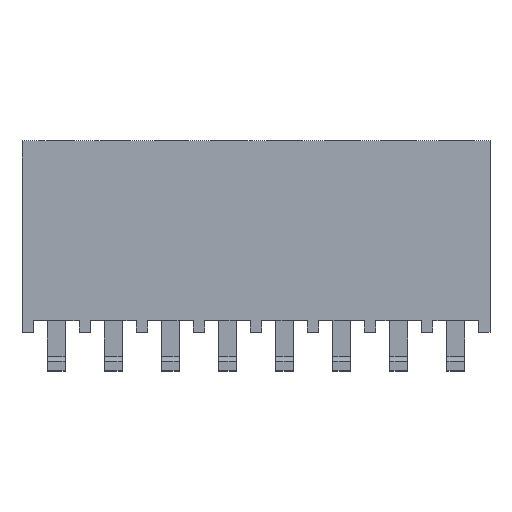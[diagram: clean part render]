
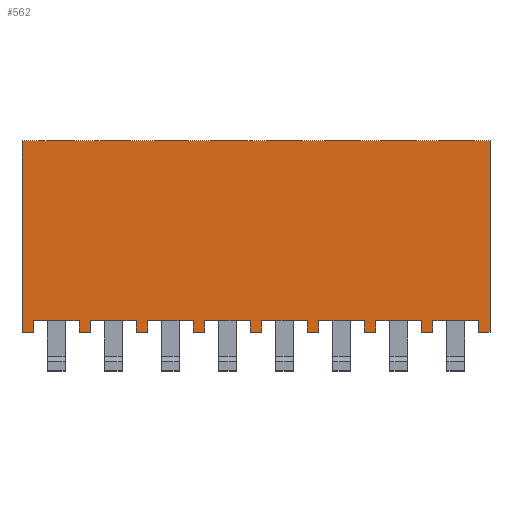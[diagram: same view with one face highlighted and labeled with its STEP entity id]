
A CAD part, top view. The second image highlights one B-rep face of the part: STEP entity #562.
In plain terms, the highlighted planar face has unit normal (0, 0, 1).
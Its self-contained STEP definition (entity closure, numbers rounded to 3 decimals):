
#562=ADVANCED_FACE('',(#1129),#1130,.T.);
#1129=FACE_OUTER_BOUND('',#1698,.T.);
#1130=PLANE('',#1699);
#1698=EDGE_LOOP('',(#3271,#3272,#3273,#3274,#3275,#3276,#3277,#3278,#3279,#3280,#3281,#3282,#3283,#3284,#3285,#3286,#3287,#3288,#3289,#3290,#3291,#3292,#3293,#3294,#3295,#3296,#3297,#3298,#3299,#3300,#3301,#3302,#3303,#3304,#3305,#3306));
#1699=AXIS2_PLACEMENT_3D('',#3307,#3308,#3309);
#3271=ORIENTED_EDGE('',*,*,#3863,.T.);
#3272=ORIENTED_EDGE('',*,*,#3914,.T.);
#3273=ORIENTED_EDGE('',*,*,#4000,.T.);
#3274=ORIENTED_EDGE('',*,*,#4001,.T.);
#3275=ORIENTED_EDGE('',*,*,#4002,.T.);
#3276=ORIENTED_EDGE('',*,*,#3997,.T.);
#3277=ORIENTED_EDGE('',*,*,#3991,.T.);
#3278=ORIENTED_EDGE('',*,*,#3995,.T.);
#3279=ORIENTED_EDGE('',*,*,#3988,.T.);
#3280=ORIENTED_EDGE('',*,*,#3985,.T.);
#3281=ORIENTED_EDGE('',*,*,#3979,.T.);
#3282=ORIENTED_EDGE('',*,*,#3983,.T.);
#3283=ORIENTED_EDGE('',*,*,#3976,.T.);
#3284=ORIENTED_EDGE('',*,*,#3973,.T.);
#3285=ORIENTED_EDGE('',*,*,#3967,.T.);
#3286=ORIENTED_EDGE('',*,*,#3971,.T.);
#3287=ORIENTED_EDGE('',*,*,#3964,.T.);
#3288=ORIENTED_EDGE('',*,*,#3961,.T.);
#3289=ORIENTED_EDGE('',*,*,#3955,.T.);
#3290=ORIENTED_EDGE('',*,*,#3959,.T.);
#3291=ORIENTED_EDGE('',*,*,#3952,.T.);
#3292=ORIENTED_EDGE('',*,*,#3949,.T.);
#3293=ORIENTED_EDGE('',*,*,#3943,.T.);
#3294=ORIENTED_EDGE('',*,*,#3947,.T.);
#3295=ORIENTED_EDGE('',*,*,#3940,.T.);
#3296=ORIENTED_EDGE('',*,*,#3937,.T.);
#3297=ORIENTED_EDGE('',*,*,#3931,.T.);
#3298=ORIENTED_EDGE('',*,*,#3935,.T.);
#3299=ORIENTED_EDGE('',*,*,#3928,.T.);
#3300=ORIENTED_EDGE('',*,*,#3925,.T.);
#3301=ORIENTED_EDGE('',*,*,#3919,.T.);
#3302=ORIENTED_EDGE('',*,*,#3923,.T.);
#3303=ORIENTED_EDGE('',*,*,#3916,.T.);
#3304=ORIENTED_EDGE('',*,*,#3910,.T.);
#3305=ORIENTED_EDGE('',*,*,#3868,.T.);
#3306=ORIENTED_EDGE('',*,*,#3873,.T.);
#3307=CARTESIAN_POINT('',(10.414,4.255,1.207));
#3308=DIRECTION('',(0.0,0.0,1.0));
#3309=DIRECTION('',(1.0,0.0,0.0));
#3863=EDGE_CURVE('',#4729,#4730,#4731,.T.);
#3868=EDGE_CURVE('',#4738,#4739,#4740,.T.);
#3873=EDGE_CURVE('',#4739,#4729,#4747,.T.);
#3910=EDGE_CURVE('',#4816,#4738,#4817,.T.);
#3914=EDGE_CURVE('',#4730,#4820,#4822,.T.);
#3916=EDGE_CURVE('',#4824,#4816,#4825,.T.);
#3919=EDGE_CURVE('',#4828,#4829,#4830,.T.);
#3923=EDGE_CURVE('',#4829,#4824,#4834,.T.);
#3925=EDGE_CURVE('',#4836,#4828,#4837,.T.);
#3928=EDGE_CURVE('',#4840,#4836,#4841,.T.);
#3931=EDGE_CURVE('',#4844,#4845,#4846,.T.);
#3935=EDGE_CURVE('',#4845,#4840,#4850,.T.);
#3937=EDGE_CURVE('',#4852,#4844,#4853,.T.);
#3940=EDGE_CURVE('',#4856,#4852,#4857,.T.);
#3943=EDGE_CURVE('',#4860,#4861,#4862,.T.);
#3947=EDGE_CURVE('',#4861,#4856,#4866,.T.);
#3949=EDGE_CURVE('',#4868,#4860,#4869,.T.);
#3952=EDGE_CURVE('',#4872,#4868,#4873,.T.);
#3955=EDGE_CURVE('',#4876,#4877,#4878,.T.);
#3959=EDGE_CURVE('',#4877,#4872,#4882,.T.);
#3961=EDGE_CURVE('',#4884,#4876,#4885,.T.);
#3964=EDGE_CURVE('',#4888,#4884,#4889,.T.);
#3967=EDGE_CURVE('',#4892,#4893,#4894,.T.);
#3971=EDGE_CURVE('',#4893,#4888,#4898,.T.);
#3973=EDGE_CURVE('',#4900,#4892,#4901,.T.);
#3976=EDGE_CURVE('',#4904,#4900,#4905,.T.);
#3979=EDGE_CURVE('',#4908,#4909,#4910,.T.);
#3983=EDGE_CURVE('',#4909,#4904,#4914,.T.);
#3985=EDGE_CURVE('',#4916,#4908,#4917,.T.);
#3988=EDGE_CURVE('',#4920,#4916,#4921,.T.);
#3991=EDGE_CURVE('',#4924,#4925,#4926,.T.);
#3995=EDGE_CURVE('',#4925,#4920,#4930,.T.);
#3997=EDGE_CURVE('',#4932,#4924,#4933,.T.);
#4000=EDGE_CURVE('',#4820,#4936,#4937,.T.);
#4001=EDGE_CURVE('',#4936,#4938,#4939,.T.);
#4002=EDGE_CURVE('',#4938,#4932,#4940,.T.);
#4729=VERTEX_POINT('',#5987);
#4730=VERTEX_POINT('',#5988);
#4731=LINE('',#5989,#5990);
#4738=VERTEX_POINT('',#6000);
#4739=VERTEX_POINT('',#6001);
#4740=LINE('',#6002,#6003);
#4747=LINE('',#6013,#6014);
#4816=VERTEX_POINT('',#6117);
#4817=LINE('',#6118,#6119);
#4820=VERTEX_POINT('',#6123);
#4822=LINE('',#6126,#6127);
#4824=VERTEX_POINT('',#6129);
#4825=LINE('',#6130,#6131);
#4828=VERTEX_POINT('',#6135);
#4829=VERTEX_POINT('',#6136);
#4830=LINE('',#6137,#6138);
#4834=LINE('',#6144,#6145);
#4836=VERTEX_POINT('',#6147);
#4837=LINE('',#6148,#6149);
#4840=VERTEX_POINT('',#6153);
#4841=LINE('',#6154,#6155);
#4844=VERTEX_POINT('',#6159);
#4845=VERTEX_POINT('',#6160);
#4846=LINE('',#6161,#6162);
#4850=LINE('',#6168,#6169);
#4852=VERTEX_POINT('',#6171);
#4853=LINE('',#6172,#6173);
#4856=VERTEX_POINT('',#6177);
#4857=LINE('',#6178,#6179);
#4860=VERTEX_POINT('',#6183);
#4861=VERTEX_POINT('',#6184);
#4862=LINE('',#6185,#6186);
#4866=LINE('',#6192,#6193);
#4868=VERTEX_POINT('',#6195);
#4869=LINE('',#6196,#6197);
#4872=VERTEX_POINT('',#6201);
#4873=LINE('',#6202,#6203);
#4876=VERTEX_POINT('',#6207);
#4877=VERTEX_POINT('',#6208);
#4878=LINE('',#6209,#6210);
#4882=LINE('',#6216,#6217);
#4884=VERTEX_POINT('',#6219);
#4885=LINE('',#6220,#6221);
#4888=VERTEX_POINT('',#6225);
#4889=LINE('',#6226,#6227);
#4892=VERTEX_POINT('',#6231);
#4893=VERTEX_POINT('',#6232);
#4894=LINE('',#6233,#6234);
#4898=LINE('',#6240,#6241);
#4900=VERTEX_POINT('',#6243);
#4901=LINE('',#6244,#6245);
#4904=VERTEX_POINT('',#6249);
#4905=LINE('',#6250,#6251);
#4908=VERTEX_POINT('',#6255);
#4909=VERTEX_POINT('',#6256);
#4910=LINE('',#6257,#6258);
#4914=LINE('',#6264,#6265);
#4916=VERTEX_POINT('',#6267);
#4917=LINE('',#6268,#6269);
#4920=VERTEX_POINT('',#6273);
#4921=LINE('',#6274,#6275);
#4924=VERTEX_POINT('',#6279);
#4925=VERTEX_POINT('',#6280);
#4926=LINE('',#6281,#6282);
#4930=LINE('',#6288,#6289);
#4932=VERTEX_POINT('',#6291);
#4933=LINE('',#6292,#6293);
#4936=VERTEX_POINT('',#6297);
#4937=LINE('',#6298,#6299);
#4938=VERTEX_POINT('',#6300);
#4939=LINE('',#6301,#6302);
#4940=LINE('',#6303,#6304);
#5987=CARTESIAN_POINT('',(20.32,0.508,1.207));
#5988=CARTESIAN_POINT('',(20.32,0.0,1.207));
#5989=CARTESIAN_POINT('',(20.32,2.131,1.207));
#5990=VECTOR('',#6728,1.0);
#6000=CARTESIAN_POINT('',(18.288,0.0,1.207));
#6001=CARTESIAN_POINT('',(18.288,0.508,1.207));
#6002=CARTESIAN_POINT('',(18.288,2.131,1.207));
#6003=VECTOR('',#6732,1.0);
#6013=CARTESIAN_POINT('',(14.859,0.508,1.207));
#6014=VECTOR('',#6736,1.0);
#6117=CARTESIAN_POINT('',(17.78,0.0,1.207));
#6118=CARTESIAN_POINT('',(10.414,0.0,1.207));
#6119=VECTOR('',#6771,1.0);
#6123=CARTESIAN_POINT('',(20.828,0.0,1.207));
#6126=CARTESIAN_POINT('',(10.414,0.0,1.207));
#6127=VECTOR('',#6774,1.0);
#6129=CARTESIAN_POINT('',(17.78,0.508,1.207));
#6130=CARTESIAN_POINT('',(17.78,2.131,1.207));
#6131=VECTOR('',#6775,1.0);
#6135=CARTESIAN_POINT('',(15.748,0.0,1.207));
#6136=CARTESIAN_POINT('',(15.748,0.508,1.207));
#6137=CARTESIAN_POINT('',(15.748,2.131,1.207));
#6138=VECTOR('',#6777,1.0);
#6144=CARTESIAN_POINT('',(13.589,0.508,1.207));
#6145=VECTOR('',#6780,1.0);
#6147=CARTESIAN_POINT('',(15.24,0.0,1.207));
#6148=CARTESIAN_POINT('',(10.414,0.0,1.207));
#6149=VECTOR('',#6781,1.0);
#6153=CARTESIAN_POINT('',(15.24,0.508,1.207));
#6154=CARTESIAN_POINT('',(15.24,2.131,1.207));
#6155=VECTOR('',#6783,1.0);
#6159=CARTESIAN_POINT('',(13.208,0.0,1.207));
#6160=CARTESIAN_POINT('',(13.208,0.508,1.207));
#6161=CARTESIAN_POINT('',(13.208,2.131,1.207));
#6162=VECTOR('',#6785,1.0);
#6168=CARTESIAN_POINT('',(12.319,0.508,1.207));
#6169=VECTOR('',#6788,1.0);
#6171=CARTESIAN_POINT('',(12.7,0.0,1.207));
#6172=CARTESIAN_POINT('',(10.414,0.0,1.207));
#6173=VECTOR('',#6789,1.0);
#6177=CARTESIAN_POINT('',(12.7,0.508,1.207));
#6178=CARTESIAN_POINT('',(12.7,2.131,1.207));
#6179=VECTOR('',#6791,1.0);
#6183=CARTESIAN_POINT('',(10.668,0.0,1.207));
#6184=CARTESIAN_POINT('',(10.668,0.508,1.207));
#6185=CARTESIAN_POINT('',(10.668,2.131,1.207));
#6186=VECTOR('',#6793,1.0);
#6192=CARTESIAN_POINT('',(11.049,0.508,1.207));
#6193=VECTOR('',#6796,1.0);
#6195=CARTESIAN_POINT('',(10.16,0.0,1.207));
#6196=CARTESIAN_POINT('',(10.414,0.0,1.207));
#6197=VECTOR('',#6797,1.0);
#6201=CARTESIAN_POINT('',(10.16,0.508,1.207));
#6202=CARTESIAN_POINT('',(10.16,2.131,1.207));
#6203=VECTOR('',#6799,1.0);
#6207=CARTESIAN_POINT('',(8.128,0.0,1.207));
#6208=CARTESIAN_POINT('',(8.128,0.508,1.207));
#6209=CARTESIAN_POINT('',(8.128,2.131,1.207));
#6210=VECTOR('',#6801,1.0);
#6216=CARTESIAN_POINT('',(9.779,0.508,1.207));
#6217=VECTOR('',#6804,1.0);
#6219=CARTESIAN_POINT('',(7.62,0.0,1.207));
#6220=CARTESIAN_POINT('',(10.414,0.0,1.207));
#6221=VECTOR('',#6805,1.0);
#6225=CARTESIAN_POINT('',(7.62,0.508,1.207));
#6226=CARTESIAN_POINT('',(7.62,2.131,1.207));
#6227=VECTOR('',#6807,1.0);
#6231=CARTESIAN_POINT('',(5.588,0.0,1.207));
#6232=CARTESIAN_POINT('',(5.588,0.508,1.207));
#6233=CARTESIAN_POINT('',(5.588,2.131,1.207));
#6234=VECTOR('',#6809,1.0);
#6240=CARTESIAN_POINT('',(8.509,0.508,1.207));
#6241=VECTOR('',#6812,1.0);
#6243=CARTESIAN_POINT('',(5.08,0.0,1.207));
#6244=CARTESIAN_POINT('',(10.414,0.0,1.207));
#6245=VECTOR('',#6813,1.0);
#6249=CARTESIAN_POINT('',(5.08,0.508,1.207));
#6250=CARTESIAN_POINT('',(5.08,2.131,1.207));
#6251=VECTOR('',#6815,1.0);
#6255=CARTESIAN_POINT('',(3.048,0.0,1.207));
#6256=CARTESIAN_POINT('',(3.048,0.508,1.207));
#6257=CARTESIAN_POINT('',(3.048,2.131,1.207));
#6258=VECTOR('',#6817,1.0);
#6264=CARTESIAN_POINT('',(7.239,0.508,1.207));
#6265=VECTOR('',#6820,1.0);
#6267=CARTESIAN_POINT('',(2.54,0.0,1.207));
#6268=CARTESIAN_POINT('',(10.414,0.0,1.207));
#6269=VECTOR('',#6821,1.0);
#6273=CARTESIAN_POINT('',(2.54,0.508,1.207));
#6274=CARTESIAN_POINT('',(2.54,2.131,1.207));
#6275=VECTOR('',#6823,1.0);
#6279=CARTESIAN_POINT('',(0.508,0.0,1.207));
#6280=CARTESIAN_POINT('',(0.508,0.508,1.207));
#6281=CARTESIAN_POINT('',(0.508,2.131,1.207));
#6282=VECTOR('',#6825,1.0);
#6288=CARTESIAN_POINT('',(5.969,0.508,1.207));
#6289=VECTOR('',#6828,1.0);
#6291=CARTESIAN_POINT('',(0.0,0.0,1.207));
#6292=CARTESIAN_POINT('',(10.414,0.0,1.207));
#6293=VECTOR('',#6829,1.0);
#6297=CARTESIAN_POINT('',(20.828,8.509,1.207));
#6298=CARTESIAN_POINT('',(20.828,4.255,1.207));
#6299=VECTOR('',#6831,1.0);
#6300=CARTESIAN_POINT('',(0.0,8.509,1.207));
#6301=CARTESIAN_POINT('',(10.414,8.509,1.207));
#6302=VECTOR('',#6832,1.0);
#6303=CARTESIAN_POINT('',(0.0,4.255,1.207));
#6304=VECTOR('',#6833,1.0);
#6728=DIRECTION('',(0.0,-1.0,0.0));
#6732=DIRECTION('',(0.0,1.0,0.0));
#6736=DIRECTION('',(1.0,0.0,-0.0));
#6771=DIRECTION('',(1.0,0.0,0.0));
#6774=DIRECTION('',(1.0,0.0,0.0));
#6775=DIRECTION('',(0.0,-1.0,0.0));
#6777=DIRECTION('',(0.0,1.0,0.0));
#6780=DIRECTION('',(1.0,0.0,-0.0));
#6781=DIRECTION('',(1.0,0.0,0.0));
#6783=DIRECTION('',(0.0,-1.0,0.0));
#6785=DIRECTION('',(0.0,1.0,0.0));
#6788=DIRECTION('',(1.0,0.0,-0.0));
#6789=DIRECTION('',(1.0,0.0,0.0));
#6791=DIRECTION('',(0.0,-1.0,0.0));
#6793=DIRECTION('',(0.0,1.0,0.0));
#6796=DIRECTION('',(1.0,0.0,-0.0));
#6797=DIRECTION('',(1.0,0.0,0.0));
#6799=DIRECTION('',(0.0,-1.0,0.0));
#6801=DIRECTION('',(0.0,1.0,0.0));
#6804=DIRECTION('',(1.0,0.0,-0.0));
#6805=DIRECTION('',(1.0,0.0,0.0));
#6807=DIRECTION('',(0.0,-1.0,0.0));
#6809=DIRECTION('',(0.0,1.0,0.0));
#6812=DIRECTION('',(1.0,0.0,-0.0));
#6813=DIRECTION('',(1.0,0.0,0.0));
#6815=DIRECTION('',(0.0,-1.0,0.0));
#6817=DIRECTION('',(0.0,1.0,0.0));
#6820=DIRECTION('',(1.0,0.0,-0.0));
#6821=DIRECTION('',(1.0,0.0,0.0));
#6823=DIRECTION('',(0.0,-1.0,0.0));
#6825=DIRECTION('',(0.0,1.0,0.0));
#6828=DIRECTION('',(1.0,0.0,-0.0));
#6829=DIRECTION('',(1.0,0.0,0.0));
#6831=DIRECTION('',(0.0,1.0,0.0));
#6832=DIRECTION('',(-1.0,0.0,0.0));
#6833=DIRECTION('',(0.0,-1.0,0.0));
